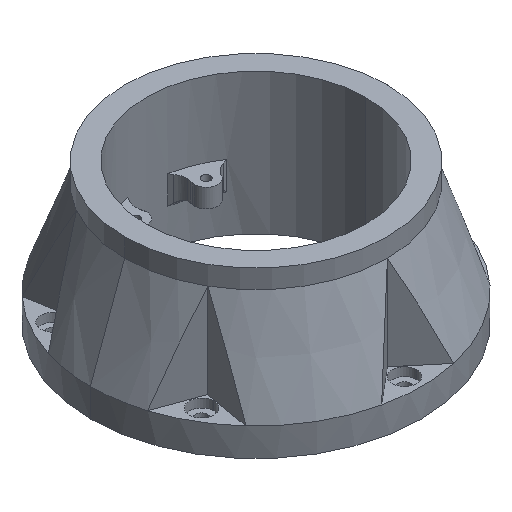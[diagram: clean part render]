
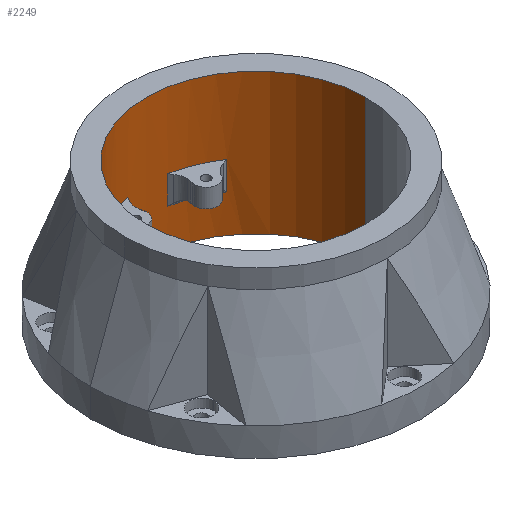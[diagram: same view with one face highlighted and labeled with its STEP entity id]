
A CAD part, isometric view. The second image highlights one B-rep face of the part: STEP entity #2249.
In plain terms, the highlighted cylindrical face has radius 58.5 mm (diameter 117 mm), a partial arc.
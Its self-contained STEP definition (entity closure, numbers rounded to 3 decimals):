
#2 = CARTESIAN_POINT ( 'NONE',  ( 32.912, 48.364, -65. ) ) ;
#32 = DIRECTION ( 'NONE',  ( 0., 0., -1. ) ) ;
#53 = CARTESIAN_POINT ( 'NONE',  ( 0., 0., -45. ) ) ;
#78 = DIRECTION ( 'NONE',  ( 0., 0., 1. ) ) ;
#102 = LINE ( 'NONE', #1432, #929 ) ;
#144 = CARTESIAN_POINT ( 'NONE',  ( 32.912, 48.364, -45. ) ) ;
#274 = CARTESIAN_POINT ( 'NONE',  ( 58.5, 0., -65. ) ) ;
#366 = VERTEX_POINT ( 'NONE', #4202 ) ;
#399 = DIRECTION ( 'NONE',  ( 0., 0., 1. ) ) ;
#418 = DIRECTION ( 'NONE',  ( 0., 0., 1. ) ) ;
#436 = DIRECTION ( 'NONE',  ( 1., 0., 0. ) ) ;
#438 = DIRECTION ( 'NONE',  ( 0., 0., -1. ) ) ;
#452 = CIRCLE ( 'NONE', #3229, 58.5 ) ;
#467 = AXIS2_PLACEMENT_3D ( 'NONE', #3731, #3101, #2116 ) ;
#528 = CIRCLE ( 'NONE', #2693, 58.5 ) ;
#531 = EDGE_CURVE ( 'NONE', #3337, #1002, #1275, .T. ) ;
#596 = VECTOR ( 'NONE', #1615, 1000. ) ;
#677 = EDGE_CURVE ( 'NONE', #1210, #2086, #102, .T. ) ;
#689 = EDGE_LOOP ( 'NONE', ( #1027, #1313, #1383, #3913 ) ) ;
#778 = CARTESIAN_POINT ( 'NONE',  ( -10.922, 57.471, -65. ) ) ;
#784 = EDGE_CURVE ( 'NONE', #3972, #919, #2070, .T. ) ;
#838 = EDGE_CURVE ( 'NONE', #919, #2039, #452, .T. ) ;
#852 = VERTEX_POINT ( 'NONE', #1071 ) ;
#875 = AXIS2_PLACEMENT_3D ( 'NONE', #2348, #2033, #1043 ) ;
#883 = ORIENTED_EDGE ( 'NONE', *, *, #2225, .F. ) ;
#884 = VERTEX_POINT ( 'NONE', #2078 ) ;
#908 = CARTESIAN_POINT ( 'NONE',  ( 10.603, 57.531, -65. ) ) ;
#919 = VERTEX_POINT ( 'NONE', #3081 ) ;
#929 = VECTOR ( 'NONE', #2722, 1000. ) ;
#942 = CARTESIAN_POINT ( 'NONE',  ( -10.922, 57.471, -30. ) ) ;
#1002 = VERTEX_POINT ( 'NONE', #144 ) ;
#1004 = FACE_BOUND ( 'NONE', #4055, .T. ) ;
#1018 = EDGE_CURVE ( 'NONE', #2039, #852, #1515, .T. ) ;
#1027 = ORIENTED_EDGE ( 'NONE', *, *, #1018, .T. ) ;
#1043 = DIRECTION ( 'NONE',  ( -1., 0., 0. ) ) ;
#1071 = CARTESIAN_POINT ( 'NONE',  ( -33.18, 48.181, -30. ) ) ;
#1073 = ORIENTED_EDGE ( 'NONE', *, *, #2156, .T. ) ;
#1144 = DIRECTION ( 'NONE',  ( 0., 0., 1. ) ) ;
#1200 = CARTESIAN_POINT ( 'NONE',  ( 58.5, 0., 10. ) ) ;
#1210 = VERTEX_POINT ( 'NONE', #274 ) ;
#1275 = LINE ( 'NONE', #2, #3093 ) ;
#1313 = ORIENTED_EDGE ( 'NONE', *, *, #3970, .T. ) ;
#1352 = CARTESIAN_POINT ( 'NONE',  ( 0., 0., -65. ) ) ;
#1383 = ORIENTED_EDGE ( 'NONE', *, *, #784, .T. ) ;
#1404 = DIRECTION ( 'NONE',  ( -1., 0., 0. ) ) ;
#1413 = CARTESIAN_POINT ( 'NONE',  ( 10.603, 57.531, -30. ) ) ;
#1432 = CARTESIAN_POINT ( 'NONE',  ( 58.5, 0., -65. ) ) ;
#1515 = LINE ( 'NONE', #3776, #2329 ) ;
#1615 = DIRECTION ( 'NONE',  ( 0., 0., 1. ) ) ;
#1658 = CIRCLE ( 'NONE', #3330, 58.5 ) ;
#1731 = CARTESIAN_POINT ( 'NONE',  ( -58.5, 0., -65. ) ) ;
#1816 = ORIENTED_EDGE ( 'NONE', *, *, #1968, .T. ) ;
#1941 = LINE ( 'NONE', #908, #596 ) ;
#1945 = DIRECTION ( 'NONE',  ( 0., 0., -1. ) ) ;
#1968 = EDGE_CURVE ( 'NONE', #2656, #3337, #528, .T. ) ;
#2033 = DIRECTION ( 'NONE',  ( 0., 0., 1. ) ) ;
#2039 = VERTEX_POINT ( 'NONE', #3527 ) ;
#2043 = DIRECTION ( 'NONE',  ( -1., 0., 0. ) ) ;
#2064 = EDGE_LOOP ( 'NONE', ( #2489, #883, #2903, #4178 ) ) ;
#2067 = CARTESIAN_POINT ( 'NONE',  ( 0., 0., -65. ) ) ;
#2070 = LINE ( 'NONE', #778, #2253 ) ;
#2078 = CARTESIAN_POINT ( 'NONE',  ( 10.603, 57.531, -45. ) ) ;
#2086 = VERTEX_POINT ( 'NONE', #1200 ) ;
#2116 = DIRECTION ( 'NONE',  ( 1., 0., 0. ) ) ;
#2126 = CIRCLE ( 'NONE', #875, 58.5 ) ;
#2156 = EDGE_CURVE ( 'NONE', #884, #2656, #1941, .T. ) ;
#2225 = EDGE_CURVE ( 'NONE', #1210, #366, #4222, .T. ) ;
#2249 = ADVANCED_FACE ( 'NONE', ( #4056, #2710, #1004 ), #3419, .F. ) ;
#2253 = VECTOR ( 'NONE', #438, 1000. ) ;
#2329 = VECTOR ( 'NONE', #1144, 1000. ) ;
#2335 = AXIS2_PLACEMENT_3D ( 'NONE', #2067, #399, #3073 ) ;
#2348 = CARTESIAN_POINT ( 'NONE',  ( 0., 0., -45. ) ) ;
#2364 = ORIENTED_EDGE ( 'NONE', *, *, #531, .T. ) ;
#2405 = AXIS2_PLACEMENT_3D ( 'NONE', #1352, #418, #436 ) ;
#2489 = ORIENTED_EDGE ( 'NONE', *, *, #3104, .F. ) ;
#2604 = ORIENTED_EDGE ( 'NONE', *, *, #2699, .T. ) ;
#2656 = VERTEX_POINT ( 'NONE', #1413 ) ;
#2693 = AXIS2_PLACEMENT_3D ( 'NONE', #3681, #32, #1404 ) ;
#2699 = EDGE_CURVE ( 'NONE', #1002, #884, #2126, .T. ) ;
#2710 = FACE_BOUND ( 'NONE', #689, .T. ) ;
#2722 = DIRECTION ( 'NONE',  ( 0., 0., 1. ) ) ;
#2903 = ORIENTED_EDGE ( 'NONE', *, *, #677, .T. ) ;
#2909 = CARTESIAN_POINT ( 'NONE',  ( -58.5, 0., 10. ) ) ;
#2948 = EDGE_CURVE ( 'NONE', #2086, #4010, #4227, .T. ) ;
#3073 = DIRECTION ( 'NONE',  ( 1., 0., 0. ) ) ;
#3081 = CARTESIAN_POINT ( 'NONE',  ( -10.922, 57.471, -45. ) ) ;
#3093 = VECTOR ( 'NONE', #4268, 1000. ) ;
#3101 = DIRECTION ( 'NONE',  ( 0., 0., 1. ) ) ;
#3104 = EDGE_CURVE ( 'NONE', #366, #4010, #3683, .T. ) ;
#3229 = AXIS2_PLACEMENT_3D ( 'NONE', #53, #4038, #2043 ) ;
#3245 = VECTOR ( 'NONE', #78, 1000. ) ;
#3330 = AXIS2_PLACEMENT_3D ( 'NONE', #3574, #1945, #3931 ) ;
#3337 = VERTEX_POINT ( 'NONE', #3570 ) ;
#3419 = CYLINDRICAL_SURFACE ( 'NONE', #2405, 58.5 ) ;
#3527 = CARTESIAN_POINT ( 'NONE',  ( -33.18, 48.181, -45. ) ) ;
#3570 = CARTESIAN_POINT ( 'NONE',  ( 32.912, 48.364, -30. ) ) ;
#3574 = CARTESIAN_POINT ( 'NONE',  ( 0., 0., -30. ) ) ;
#3681 = CARTESIAN_POINT ( 'NONE',  ( 0., 0., -30. ) ) ;
#3683 = LINE ( 'NONE', #1731, #3245 ) ;
#3731 = CARTESIAN_POINT ( 'NONE',  ( 0., 0., 10. ) ) ;
#3776 = CARTESIAN_POINT ( 'NONE',  ( -33.18, 48.181, -65. ) ) ;
#3913 = ORIENTED_EDGE ( 'NONE', *, *, #838, .T. ) ;
#3931 = DIRECTION ( 'NONE',  ( -1., 0., 0. ) ) ;
#3970 = EDGE_CURVE ( 'NONE', #852, #3972, #1658, .T. ) ;
#3972 = VERTEX_POINT ( 'NONE', #942 ) ;
#4010 = VERTEX_POINT ( 'NONE', #2909 ) ;
#4038 = DIRECTION ( 'NONE',  ( 0., 0., 1. ) ) ;
#4055 = EDGE_LOOP ( 'NONE', ( #1073, #1816, #2364, #2604 ) ) ;
#4056 = FACE_OUTER_BOUND ( 'NONE', #2064, .T. ) ;
#4178 = ORIENTED_EDGE ( 'NONE', *, *, #2948, .T. ) ;
#4202 = CARTESIAN_POINT ( 'NONE',  ( -58.5, 0., -65. ) ) ;
#4222 = CIRCLE ( 'NONE', #2335, 58.5 ) ;
#4227 = CIRCLE ( 'NONE', #467, 58.5 ) ;
#4268 = DIRECTION ( 'NONE',  ( 0., 0., -1. ) ) ;
